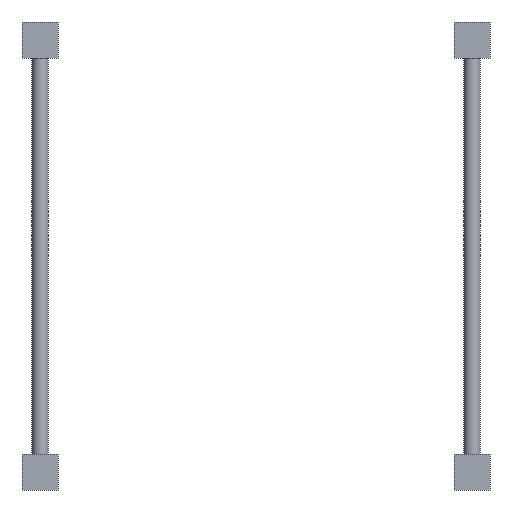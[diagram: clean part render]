
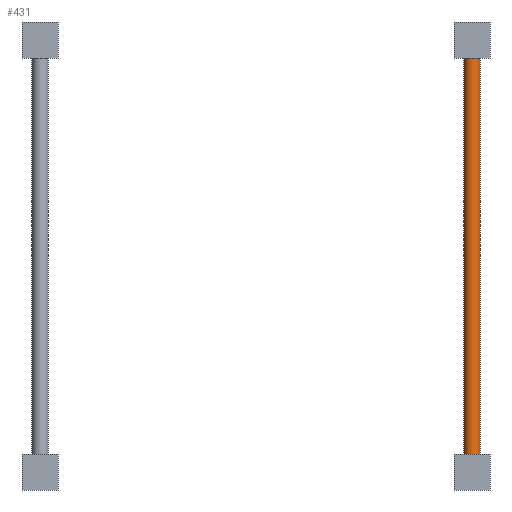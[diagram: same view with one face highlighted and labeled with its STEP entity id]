
A CAD part, front view. The second image highlights one B-rep face of the part: STEP entity #431.
In plain terms, the highlighted cylindrical face has radius 45 mm (diameter 90 mm), a full revolution.
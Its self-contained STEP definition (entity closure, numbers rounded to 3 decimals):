
#17=CYLINDRICAL_SURFACE('',#480,45.);
#23=CIRCLE('',#477,45.);
#24=CIRCLE('',#478,45.);
#25=CIRCLE('',#481,45.);
#26=CIRCLE('',#482,45.);
#37=FACE_OUTER_BOUND('',#64,.T.);
#64=EDGE_LOOP('',(#311,#312,#313,#314,#315,#316));
#99=LINE('',#659,#149);
#149=VECTOR('',#538,45.);
#195=VERTEX_POINT('',#652);
#196=VERTEX_POINT('',#653);
#197=VERTEX_POINT('',#658);
#198=VERTEX_POINT('',#660);
#239=EDGE_CURVE('',#195,#196,#23,.T.);
#240=EDGE_CURVE('',#196,#195,#24,.T.);
#241=EDGE_CURVE('',#196,#197,#99,.T.);
#242=EDGE_CURVE('',#197,#198,#25,.T.);
#243=EDGE_CURVE('',#198,#197,#26,.T.);
#311=ORIENTED_EDGE('',*,*,#239,.F.);
#312=ORIENTED_EDGE('',*,*,#240,.F.);
#313=ORIENTED_EDGE('',*,*,#241,.T.);
#314=ORIENTED_EDGE('',*,*,#242,.T.);
#315=ORIENTED_EDGE('',*,*,#243,.T.);
#316=ORIENTED_EDGE('',*,*,#241,.F.);
#431=ADVANCED_FACE('',(#37),#17,.T.);
#477=AXIS2_PLACEMENT_3D('',#654,#530,#531);
#478=AXIS2_PLACEMENT_3D('',#655,#532,#533);
#480=AXIS2_PLACEMENT_3D('',#657,#536,#537);
#481=AXIS2_PLACEMENT_3D('',#661,#539,#540);
#482=AXIS2_PLACEMENT_3D('',#662,#541,#542);
#530=DIRECTION('center_axis',(0.,0.,1.));
#531=DIRECTION('ref_axis',(-1.,0.,0.));
#532=DIRECTION('center_axis',(0.,0.,1.));
#533=DIRECTION('ref_axis',(-1.,0.,0.));
#536=DIRECTION('center_axis',(0.,0.,-1.));
#537=DIRECTION('ref_axis',(-1.,0.,0.));
#538=DIRECTION('',(0.,0.,-1.));
#539=DIRECTION('center_axis',(0.,0.,1.));
#540=DIRECTION('ref_axis',(-1.,0.,0.));
#541=DIRECTION('center_axis',(0.,0.,1.));
#542=DIRECTION('ref_axis',(-1.,0.,0.));
#652=CARTESIAN_POINT('',(4059.481,6705.329,2400.));
#653=CARTESIAN_POINT('',(4149.481,6705.329,2400.));
#654=CARTESIAN_POINT('Origin',(4104.481,6705.329,2400.));
#655=CARTESIAN_POINT('Origin',(4104.481,6705.329,2400.));
#657=CARTESIAN_POINT('Origin',(4104.481,6705.329,200.));
#658=CARTESIAN_POINT('',(4149.481,6705.329,200.));
#659=CARTESIAN_POINT('',(4149.481,6705.329,200.));
#660=CARTESIAN_POINT('',(4059.481,6705.329,200.));
#661=CARTESIAN_POINT('Origin',(4104.481,6705.329,200.));
#662=CARTESIAN_POINT('Origin',(4104.481,6705.329,200.));
